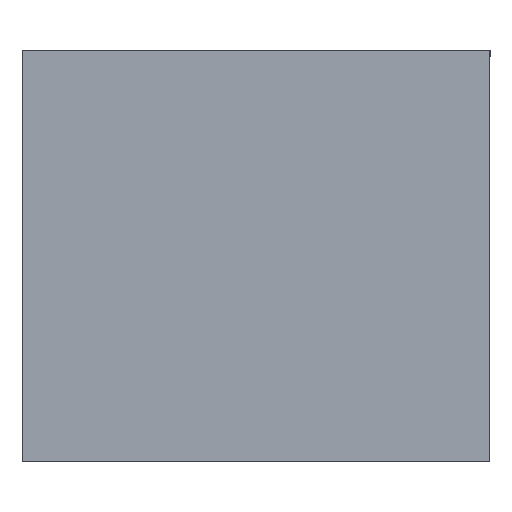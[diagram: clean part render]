
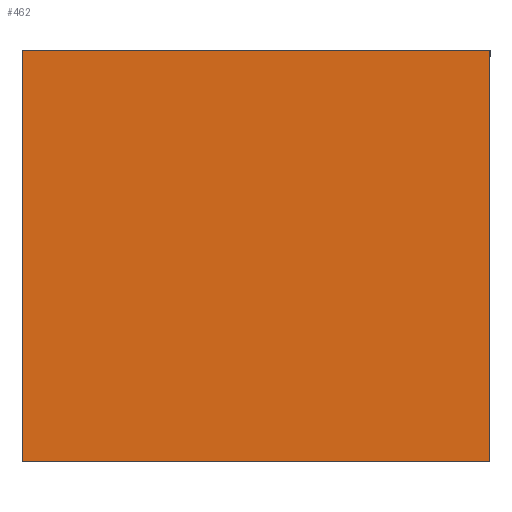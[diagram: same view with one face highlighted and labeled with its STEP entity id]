
A CAD part, front view. The second image highlights one B-rep face of the part: STEP entity #462.
In plain terms, the highlighted planar face has unit normal (0, -1, 0).
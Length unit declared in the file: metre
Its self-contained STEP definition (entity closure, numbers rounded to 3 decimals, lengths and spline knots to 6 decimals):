
#59=FACE_OUTER_BOUND('',#89,.T.);
#89=EDGE_LOOP('',(#336,#337,#338,#339));
#122=LINE('',#699,#162);
#128=LINE('',#711,#168);
#136=LINE('',#729,#176);
#137=LINE('',#731,#177);
#162=VECTOR('',#557,0.025);
#168=VECTOR('',#565,0.025);
#176=VECTOR('',#581,0.022);
#177=VECTOR('',#584,0.022);
#201=VERTEX_POINT('',#696);
#202=VERTEX_POINT('',#698);
#206=VERTEX_POINT('',#708);
#207=VERTEX_POINT('',#710);
#242=EDGE_CURVE('',#202,#201,#122,.T.);
#248=EDGE_CURVE('',#206,#207,#128,.T.);
#258=EDGE_CURVE('',#201,#207,#136,.T.);
#259=EDGE_CURVE('',#202,#206,#137,.T.);
#336=ORIENTED_EDGE('',*,*,#242,.T.);
#337=ORIENTED_EDGE('',*,*,#258,.T.);
#338=ORIENTED_EDGE('',*,*,#248,.F.);
#339=ORIENTED_EDGE('',*,*,#259,.F.);
#418=PLANE('',#508);
#462=ADVANCED_FACE('',(#59),#418,.T.);
#508=AXIS2_PLACEMENT_3D('',#742,#596,#597);
#557=DIRECTION('',(1.,0.,0.));
#565=DIRECTION('',(1.,0.,0.));
#581=DIRECTION('',(0.,0.,1.));
#584=DIRECTION('',(0.,0.,1.));
#596=DIRECTION('center_axis',(0.,-1.,0.));
#597=DIRECTION('ref_axis',(0.,0.,-1.));
#696=CARTESIAN_POINT('',(0.025,-0.02475,0.0003));
#698=CARTESIAN_POINT('',(0.,-0.02475,0.0003));
#699=CARTESIAN_POINT('',(0.,-0.02475,0.0003));
#708=CARTESIAN_POINT('',(0.,-0.02475,0.0223));
#710=CARTESIAN_POINT('',(0.025,-0.02475,0.0223));
#711=CARTESIAN_POINT('',(0.,-0.02475,0.0223));
#729=CARTESIAN_POINT('',(0.025,-0.02475,0.0003));
#731=CARTESIAN_POINT('',(0.,-0.02475,0.0003));
#742=CARTESIAN_POINT('Origin',(0.025,-0.02475,0.0003));
